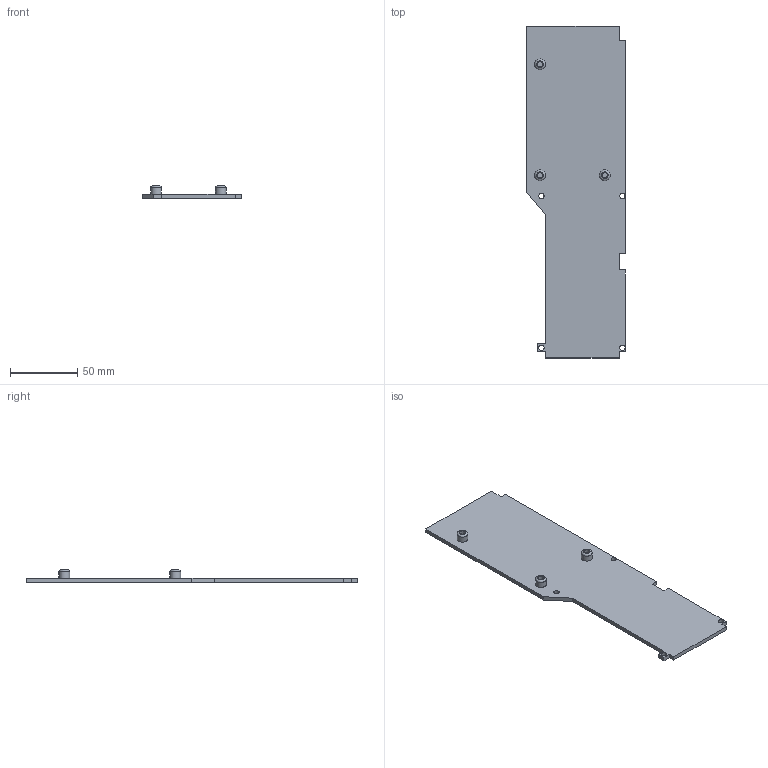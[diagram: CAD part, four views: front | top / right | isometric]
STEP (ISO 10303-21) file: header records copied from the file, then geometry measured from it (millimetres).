
FILE_DESCRIPTION(/* description */ (''),/* implementation_level */ '2;1');
FILE_NAME(/* name */ 'PSU&RAMPcap.step',/* time_stamp */ '2023-02-06T19:37:25-05:00',/* author */ (''),/* organization */ (''),/* preprocessor_version */ 'ST-DEVELOPER v19.2',/* originating_system */ 'Autodesk Translation Framework v11.17.0.187',/* authorisation */ '');
FILE_SCHEMA (('AUTOMOTIVE_DESIGN { 1 0 10303 214 3 1 1 }'));
Length unit declared in the file: millimetre
Products named in the file (1): PSU&RAMPcap
Bounding box: 73.5 x 247 x 9 mm (x, y, z)
Volume: 49864.8 mm3; surface area: 35625.6 mm2
Topology: 2 solids, 2 shells, 39 faces, 93 edges, 62 vertices
Faces by surface type: plane 26, cylinder 10, torus 3
Full cylindrical faces by diameter (mm): 4 x7, 8 x3
Entity records: 1188 total; most frequent: DIRECTION 202, CARTESIAN_POINT 195, ORIENTED_EDGE 186, EDGE_CURVE 93, AXIS2_PLACEMENT_3D 69, LINE 64, VECTOR 64, VERTEX_POINT 62
